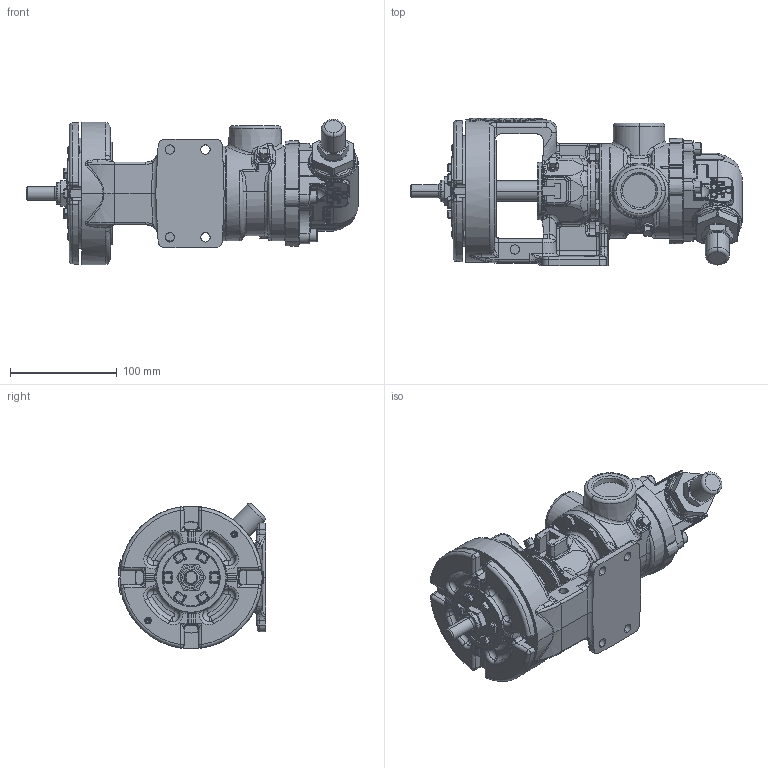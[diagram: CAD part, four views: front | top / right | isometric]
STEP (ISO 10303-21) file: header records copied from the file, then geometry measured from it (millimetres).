
FILE_DESCRIPTION (( 'STEP AP214' ), '1' );
FILE_NAME ('G124A.STEP', '2016-08-09T15:12:58', ( '' ), ( '' ), 'SwSTEP 2.0', 'SolidWorks 2015', '' );
FILE_SCHEMA (( 'AUTOMOTIVE_DESIGN' ));
Length unit declared in the file: inch
Products named in the file (2): G124A
Bounding box: 311.23 x 138.05 x 136.11 mm (x, y, z)
Volume: 1616241.3 mm3; surface area: 185853.9 mm2
Topology: 1 solids, 1 shells, 2760 faces, 6835 edges, 4138 vertices
Faces by surface type: plane 899, bspline 839, cylinder 488, cone 279, torus 177, sphere 78
Entity records: 178666 total; most frequent: CARTESIAN_POINT 99024, ORIENTED_EDGE 13526, DIRECTION 9995, EDGE_CURVE 6763, VERTEX_POINT 4138, AXIS2_PLACEMENT_3D 3762, EDGE_LOOP 2907, FACE_OUTER_BOUND 2760
